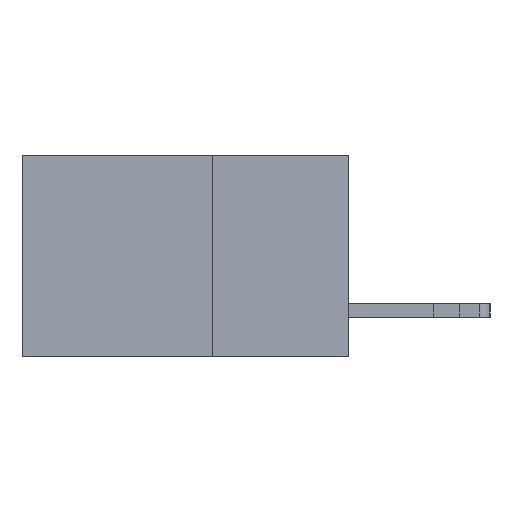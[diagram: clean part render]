
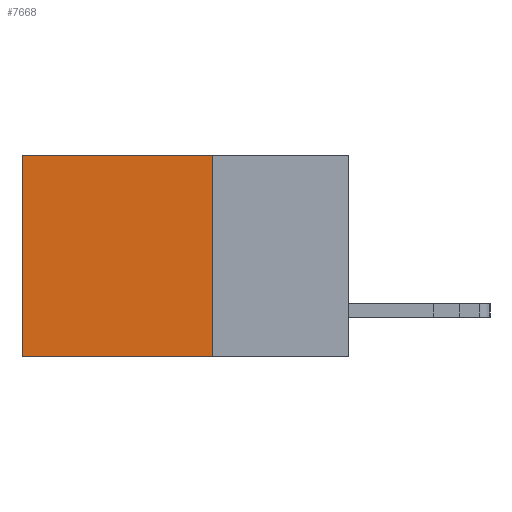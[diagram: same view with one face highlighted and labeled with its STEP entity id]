
A CAD part, left-side view. The second image highlights one B-rep face of the part: STEP entity #7668.
In plain terms, the highlighted planar face has unit normal (-1, 0, 0).
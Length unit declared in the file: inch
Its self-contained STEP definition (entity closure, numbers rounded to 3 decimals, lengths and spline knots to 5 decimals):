
#1 = ORIENTED_EDGE ( 'NONE', *, *, #7076, .T. ) ;
#106 = DIRECTION ( 'NONE',  ( 1., 0., 0. ) ) ;
#127 = ORIENTED_EDGE ( 'NONE', *, *, #3722, .F. ) ;
#393 = LINE ( 'NONE', #2910, #6879 ) ;
#1007 = VECTOR ( 'NONE', #3303, 39.37008 ) ;
#1121 = VERTEX_POINT ( 'NONE', #5724 ) ;
#2073 = VECTOR ( 'NONE', #8849, 39.37008 ) ;
#2260 = CARTESIAN_POINT ( 'NONE',  ( 0.2615, 0.6, 0. ) ) ;
#2431 = EDGE_CURVE ( 'NONE', #2855, #1121, #10454, .T. ) ;
#2527 = ORIENTED_EDGE ( 'NONE', *, *, #2431, .F. ) ;
#2855 = VERTEX_POINT ( 'NONE', #5980 ) ;
#2910 = CARTESIAN_POINT ( 'NONE',  ( 0.2615, 0.6, -0.37 ) ) ;
#2999 = EDGE_CURVE ( 'NONE', #2855, #9724, #9698, .T. ) ;
#3015 = ORIENTED_EDGE ( 'NONE', *, *, #2999, .T. ) ;
#3303 = DIRECTION ( 'NONE',  ( 0., 1., 0. ) ) ;
#3722 = EDGE_CURVE ( 'NONE', #1121, #4714, #10673, .T. ) ;
#4714 = VERTEX_POINT ( 'NONE', #7291 ) ;
#4745 = CARTESIAN_POINT ( 'NONE',  ( 0.2615, 0.25, 0. ) ) ;
#5172 = CARTESIAN_POINT ( 'NONE',  ( 0.2615, 0.25, -0.37 ) ) ;
#5512 = FACE_OUTER_BOUND ( 'NONE', #7733, .T. ) ;
#5724 = CARTESIAN_POINT ( 'NONE',  ( 0.2615, 0.25, -0.37 ) ) ;
#5980 = CARTESIAN_POINT ( 'NONE',  ( 0.2615, 0.25, 0. ) ) ;
#6067 = DIRECTION ( 'NONE',  ( 0., 0., -1. ) ) ;
#6271 = DIRECTION ( 'NONE',  ( 0., 0., -1. ) ) ;
#6528 = AXIS2_PLACEMENT_3D ( 'NONE', #5172, #106, #6067 ) ;
#6879 = VECTOR ( 'NONE', #6271, 39.37008 ) ;
#7076 = EDGE_CURVE ( 'NONE', #9724, #4714, #393, .T. ) ;
#7291 = CARTESIAN_POINT ( 'NONE',  ( 0.2615, 0.6, -0.37 ) ) ;
#7654 = PLANE ( 'NONE',  #6528 ) ;
#7668 = ADVANCED_FACE ( 'NONE', ( #5512 ), #7654, .F. ) ;
#7733 = EDGE_LOOP ( 'NONE', ( #1, #127, #2527, #3015 ) ) ;
#8405 = VECTOR ( 'NONE', #10413, 39.37008 ) ;
#8423 = CARTESIAN_POINT ( 'NONE',  ( 0.2615, 0.25, -0.37 ) ) ;
#8849 = DIRECTION ( 'NONE',  ( 0., 1., 0. ) ) ;
#9068 = CARTESIAN_POINT ( 'NONE',  ( 0.2615, 0.25, -0.37 ) ) ;
#9698 = LINE ( 'NONE', #4745, #1007 ) ;
#9724 = VERTEX_POINT ( 'NONE', #2260 ) ;
#10413 = DIRECTION ( 'NONE',  ( 0., 0., -1. ) ) ;
#10454 = LINE ( 'NONE', #8423, #8405 ) ;
#10673 = LINE ( 'NONE', #9068, #2073 ) ;
